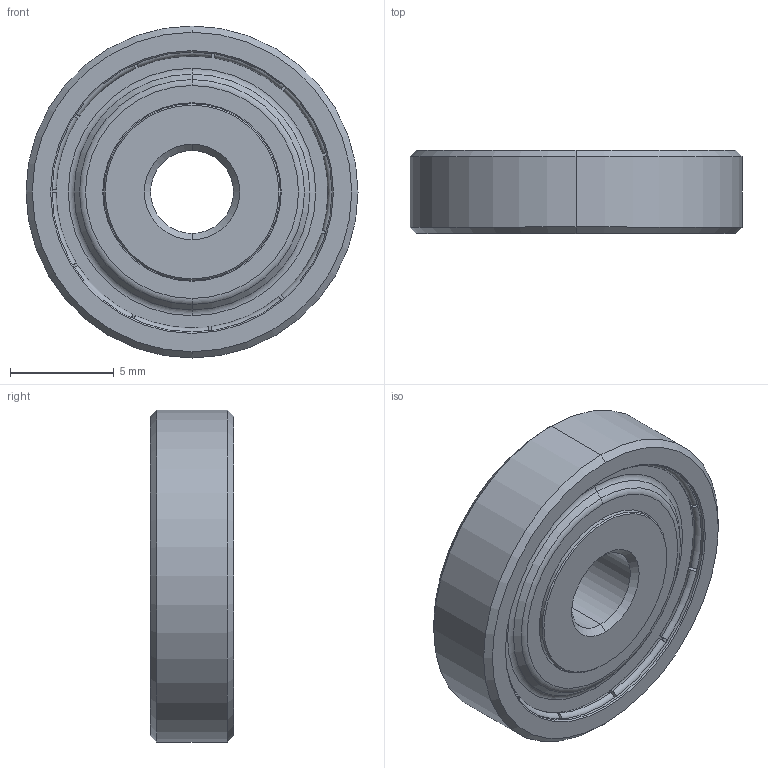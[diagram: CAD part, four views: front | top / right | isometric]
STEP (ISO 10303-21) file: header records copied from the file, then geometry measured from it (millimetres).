
FILE_DESCRIPTION (( 'STEP AP203' ), '1' );
FILE_NAME ('1600-0416-0004.STEP', '2018-06-11T15:13:55', ( '' ), ( '' ), 'SwSTEP 2.0', 'SolidWorks 2016', '' );
FILE_SCHEMA (( 'CONFIG_CONTROL_DESIGN' ));
Length unit declared in the file: millimetre
Products named in the file (1): 1600-0416-0004
Bounding box: 16 x 4 x 16 mm (x, y, z)
Volume: 668.9 mm3; surface area: 967.2 mm2
Topology: 24 solids, 24 shells, 152 faces, 258 edges, 164 vertices
Faces by surface type: plane 58, torus 54, cone 20, cylinder 20
Entity records: 3723 total; most frequent: DIRECTION 782, CARTESIAN_POINT 575, ORIENTED_EDGE 516, AXIS2_PLACEMENT_3D 371, EDGE_CURVE 258, CIRCLE 218, VERTEX_POINT 164, EDGE_LOOP 164
